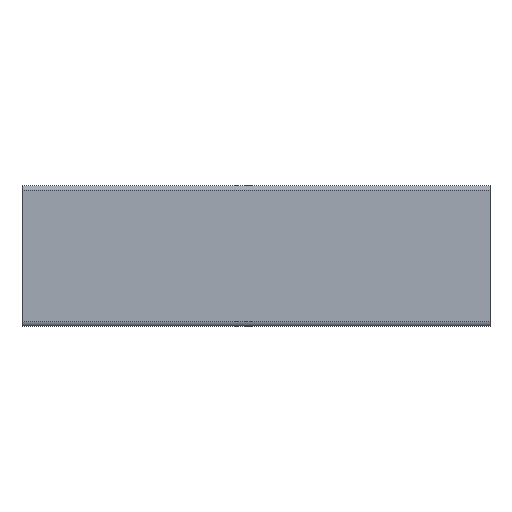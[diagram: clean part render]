
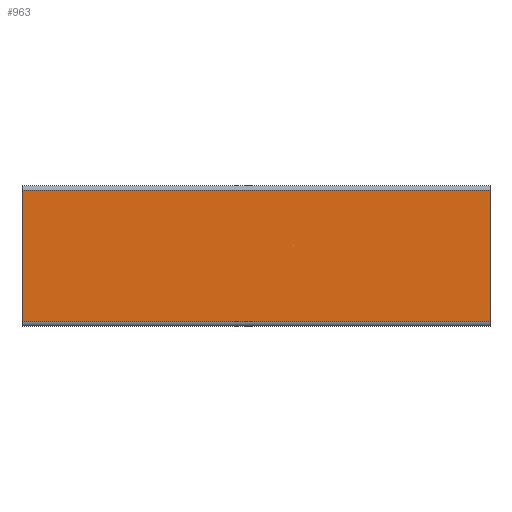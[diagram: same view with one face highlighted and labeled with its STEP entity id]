
A CAD part, front view. The second image highlights one B-rep face of the part: STEP entity #963.
In plain terms, the highlighted planar face has unit normal (0, -1, 0).
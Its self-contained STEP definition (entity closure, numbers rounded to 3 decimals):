
#19 = VECTOR ( 'NONE', #812, 1000. ) ;
#261 = ORIENTED_EDGE ( 'NONE', *, *, #583, .T. ) ;
#292 = ORIENTED_EDGE ( 'NONE', *, *, #614, .F. ) ;
#295 = ORIENTED_EDGE ( 'NONE', *, *, #585, .F. ) ;
#296 = ORIENTED_EDGE ( 'NONE', *, *, #599, .T. ) ;
#583 = EDGE_CURVE ( 'NONE', #1041, #1101, #754, .T. ) ;
#585 = EDGE_CURVE ( 'NONE', #1193, #1137, #761, .T. ) ;
#599 = EDGE_CURVE ( 'NONE', #1193, #1041, #805, .T. ) ;
#614 = EDGE_CURVE ( 'NONE', #1137, #1101, #854, .T. ) ;
#754 = LINE ( 'NONE', #763, #887 ) ;
#761 = LINE ( 'NONE', #768, #890 ) ;
#763 = CARTESIAN_POINT ( 'NONE',  ( 0., -15., -14. ) ) ;
#765 = DIRECTION ( 'NONE',  ( 0., 0., -1. ) ) ;
#768 = CARTESIAN_POINT ( 'NONE',  ( 100., -15., -14. ) ) ;
#769 = DIRECTION ( 'NONE',  ( 0., 0., -1. ) ) ;
#805 = LINE ( 'NONE', #811, #19 ) ;
#811 = CARTESIAN_POINT ( 'NONE',  ( 100., -15., 14. ) ) ;
#812 = DIRECTION ( 'NONE',  ( -1., 0., 0. ) ) ;
#854 = LINE ( 'NONE', #856, #1207 ) ;
#856 = CARTESIAN_POINT ( 'NONE',  ( 100., -15., -14. ) ) ;
#857 = DIRECTION ( 'NONE',  ( -1., 0., 0. ) ) ;
#887 = VECTOR ( 'NONE', #765, 1000. ) ;
#890 = VECTOR ( 'NONE', #769, 1000. ) ;
#963 = ADVANCED_FACE ( 'NONE', ( #1922 ), #1923, .F. ) ;
#1041 = VERTEX_POINT ( 'NONE', #2159 ) ;
#1101 = VERTEX_POINT ( 'NONE', #2227 ) ;
#1137 = VERTEX_POINT ( 'NONE', #2247 ) ;
#1160 = EDGE_LOOP ( 'NONE', ( #261, #292, #295, #296 ) ) ;
#1193 = VERTEX_POINT ( 'NONE', #1640 ) ;
#1207 = VECTOR ( 'NONE', #857, 1000. ) ;
#1263 = AXIS2_PLACEMENT_3D ( 'NONE', #1915, #1926, #1927 ) ;
#1640 = CARTESIAN_POINT ( 'NONE',  ( 100., -15., 14. ) ) ;
#1915 = CARTESIAN_POINT ( 'NONE',  ( 100., -15., -14. ) ) ;
#1922 = FACE_OUTER_BOUND ( 'NONE', #1160, .T. ) ;
#1923 = PLANE ( 'NONE',  #1263 ) ;
#1926 = DIRECTION ( 'NONE',  ( 0., 1., 0. ) ) ;
#1927 = DIRECTION ( 'NONE',  ( 0., 0., 1. ) ) ;
#2159 = CARTESIAN_POINT ( 'NONE',  ( 0., -15., 14. ) ) ;
#2227 = CARTESIAN_POINT ( 'NONE',  ( 0., -15., -14. ) ) ;
#2247 = CARTESIAN_POINT ( 'NONE',  ( 100., -15., -14. ) ) ;
